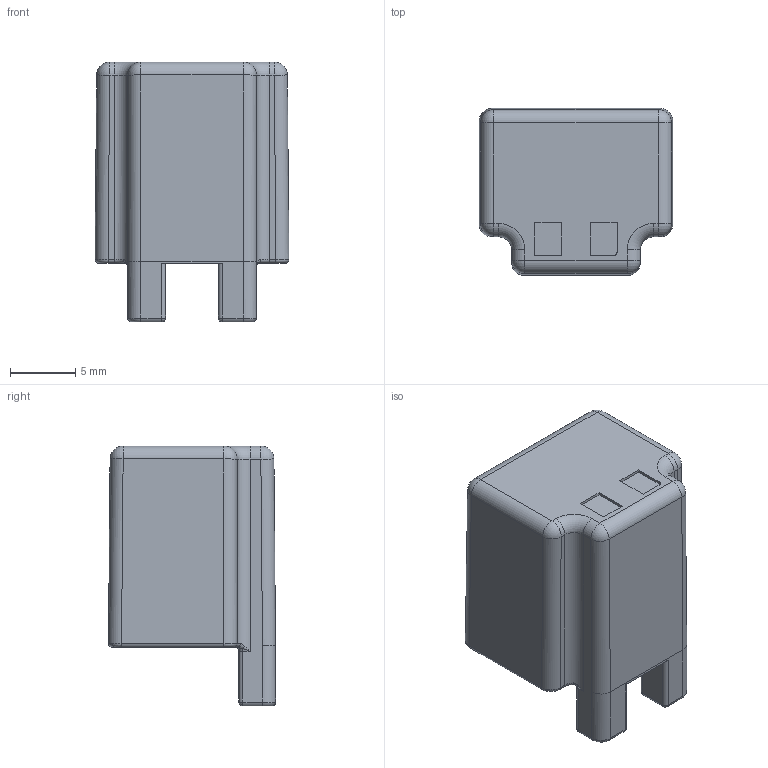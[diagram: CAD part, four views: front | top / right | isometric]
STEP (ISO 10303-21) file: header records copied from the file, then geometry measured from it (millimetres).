
FILE_DESCRIPTION (( 'STEP AP203' ), '1' );
FILE_NAME ('Customer-BB(090)P20.STEP', '2020-05-28T20:13:16', ( '' ), ( '' ), 'SwSTEP 2.0', 'SolidWorks 2018', '' );
FILE_SCHEMA (( 'CONFIG_CONTROL_DESIGN' ));
Length unit declared in the file: millimetre
Products named in the file (1): Customer-BB(090)P20
Bounding box: 14.86 x 12.8 x 19.91 mm (x, y, z)
Volume: 2654.1 mm3; surface area: 1219.8 mm2
Topology: 1 solids, 1 shells, 139 faces, 331 edges, 182 vertices
Faces by surface type: cylinder 62, plane 37, sphere 14, torus 14, bspline 12
Entity records: 4116 total; most frequent: CARTESIAN_POINT 965, DIRECTION 673, ORIENTED_EDGE 634, EDGE_CURVE 317, AXIS2_PLACEMENT_3D 256, VERTEX_POINT 182, LINE 161, VECTOR 161
